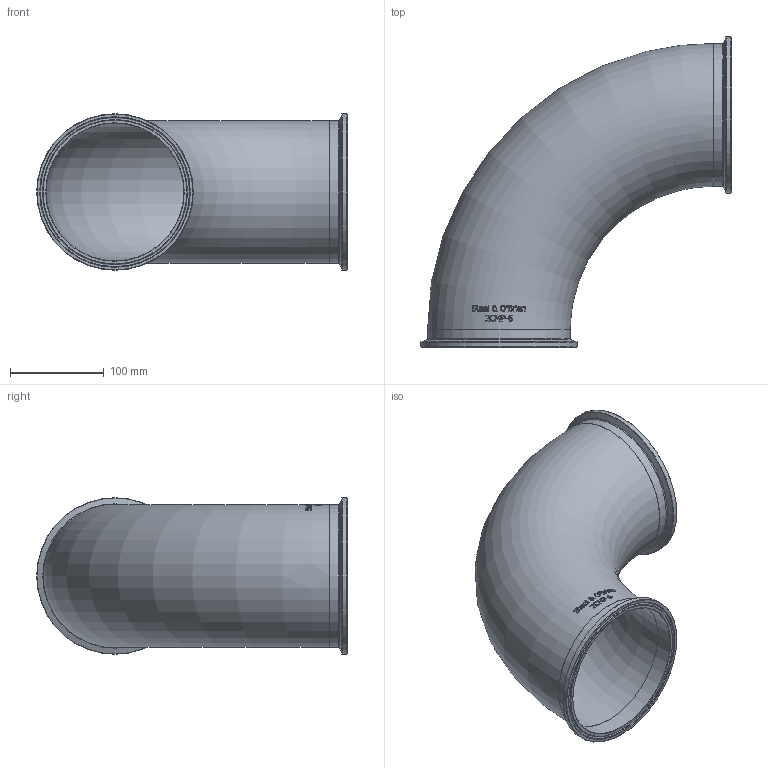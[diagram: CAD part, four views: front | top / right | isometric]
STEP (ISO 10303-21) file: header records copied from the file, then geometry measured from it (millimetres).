
FILE_DESCRIPTION(/* description */ (''),/* implementation_level */ '2;1');
FILE_NAME(/* name */ '2CMP-6.stp',/* time_stamp */ '2019-01-08T16:38:39-05:00',/* author */ ('rick'),/* organization */ (''),/* preprocessor_version */ 'ST-DEVELOPER v15.2',/* originating_system */ 'Autodesk Inventor 2014',/* authorisation */ '');
FILE_SCHEMA (('AUTOMOTIVE_DESIGN { 1 0 10303 214 3 1 1 }'));
Length unit declared in the file: inch
Products named in the file (1): 2CMP-6
Bounding box: 331.09 x 331.09 x 166.88 mm (x, y, z)
Volume: 563532.9 mm3; surface area: 390410.8 mm2
Topology: 1 solids, 1 shells, 360 faces, 942 edges, 620 vertices
Faces by surface type: bspline 173, plane 125, torus 50, cylinder 6, cone 6
Full cylindrical faces by diameter (mm): 146.863 x2, 152.4 x2, 166.878 x2
Entity records: 14110 total; most frequent: CARTESIAN_POINT 6915, ORIENTED_EDGE 1820, EDGE_CURVE 910, DIRECTION 746, VERTEX_POINT 620, B_SPLINE_CURVE_WITH_KNOTS 580, EDGE_LOOP 430, ADVANCED_FACE 360
